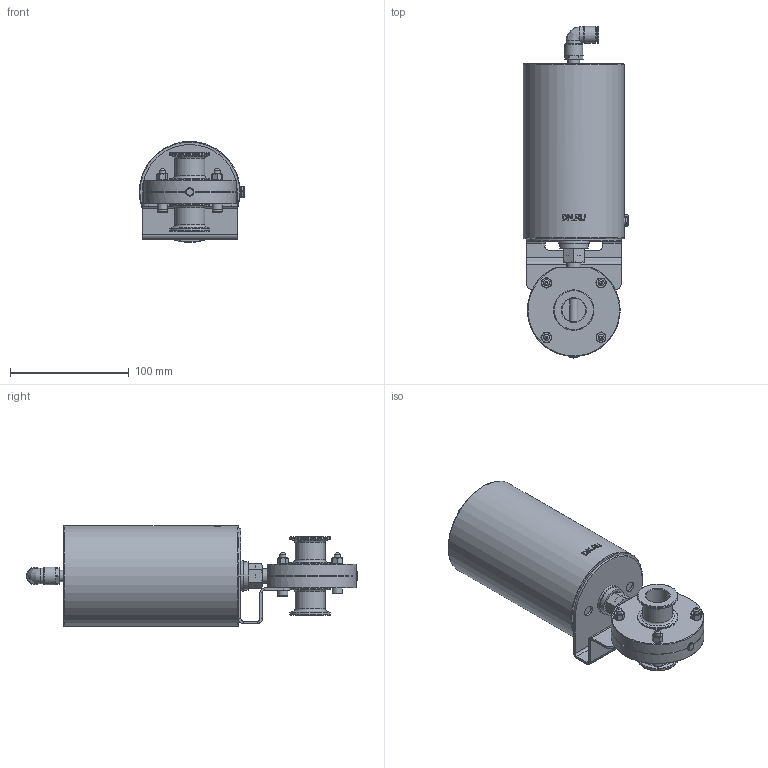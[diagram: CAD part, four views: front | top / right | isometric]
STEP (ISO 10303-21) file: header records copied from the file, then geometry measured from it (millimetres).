
FILE_DESCRIPTION(/* description */ (''),/* implementation_level */ '2;1');
FILE_NAME(/* name */ 'DN20_3D_STEP.stp',/* time_stamp */ '2025-12-25T14:47:10+03:00',/* author */ ('igorr'),/* organization */ (''),/* preprocessor_version */ 'ST-DEVELOPER v20',/* originating_system */ 'Autodesk Inventor 2025',/* authorisation */ '');
FILE_SCHEMA (('AUTOMOTIVE_DESIGN { 1 0 10303 214 3 1 1 }'));
Length unit declared in the file: millimetre
Products named in the file (8): Сборка1; Деталь1; Деталь; Деталь2; AS 1420 - 1973 - M5 x 10; ANSI B18.2.4.2M - M12x1,75; AS 1421 - M5 x 10 засверленный 
конец; ANSI B18.2.4.2M - M5x0,8
Assembly tree (16 placements, depth 2):
  Сборка1
    Деталь1
    Деталь
    Деталь2
    AS 1420 - 1973 - M5 x 10  x4
    ANSI B18.2.4.2M - M12x1,75
    AS 1421 - M5 x 10 засверленный 
конец  x4
    ANSI B18.2.4.2M - M5x0,8  x4
Bounding box: 88.75 x 279.43 x 85 mm (x, y, z)
Volume: 965659.9 mm3; surface area: 116709.8 mm2
Topology: 16 solids, 16 shells, 523 faces, 1232 edges, 762 vertices
Faces by surface type: plane 254, cylinder 104, cone 99, torus 38, bspline 26, sphere 2
Full cylindrical faces by diameter (mm): 4.134 x4, 5 x16, 5.896 x1, 7 x1, 7.534 x1, 8.5 x4, 8.533 x2, 9 x2, 9.73 x1, 10 x1, 10.106 x1, 10.198 x1, 11.437 x1, 12 x1, 13 x2, 14 x2, 14.678 x1, 15 x1, 18 x1, 20 x4, 24 x1, 25.274 x2, 26 x1, 34 x4, 76 x1, 82 x1, 85 x1
Entity records: 12215 total; most frequent: CARTESIAN_POINT 3307, DIRECTION 1787, ORIENTED_EDGE 1704, EDGE_CURVE 852, AXIS2_PLACEMENT_3D 717, VERTEX_POINT 537, EDGE_LOOP 413, FACE_OUTER_BOUND 355
